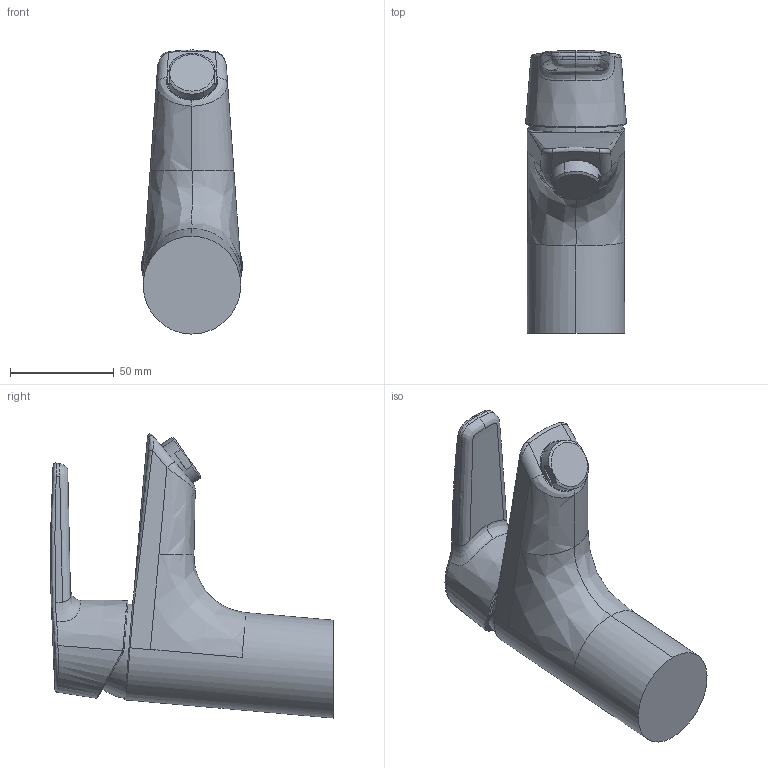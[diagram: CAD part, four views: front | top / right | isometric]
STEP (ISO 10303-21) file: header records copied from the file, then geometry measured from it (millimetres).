
FILE_DESCRIPTION (( 'STEP AP203' ), '1' );
FILE_NAME ('514222930066(2022)+514222930056(2022).STEP', '2022-02-18T08:01:25', ( '' ), ( '' ), 'SwSTEP 2.0', 'SolidWorks 2016', '' );
FILE_SCHEMA (( 'CONFIG_CONTROL_DESIGN' ));
Length unit declared in the file: millimetre
Products named in the file (1): 514222930066(2022)+514222930056(2022)
Bounding box: 48.62 x 136.25 x 137.08 mm (x, y, z)
Volume: 325381.7 mm3; surface area: 36740.2 mm2
Topology: 1 solids, 1 shells, 71 faces, 207 edges, 140 vertices
Faces by surface type: bspline 48, plane 12, cylinder 8, cone 3
Entity records: 14234 total; most frequent: CARTESIAN_POINT 12717, ORIENTED_EDGE 414, EDGE_CURVE 207, B_SPLINE_CURVE_WITH_KNOTS 140, VERTEX_POINT 140, DIRECTION 137, EDGE_LOOP 73, FACE_OUTER_BOUND 71
